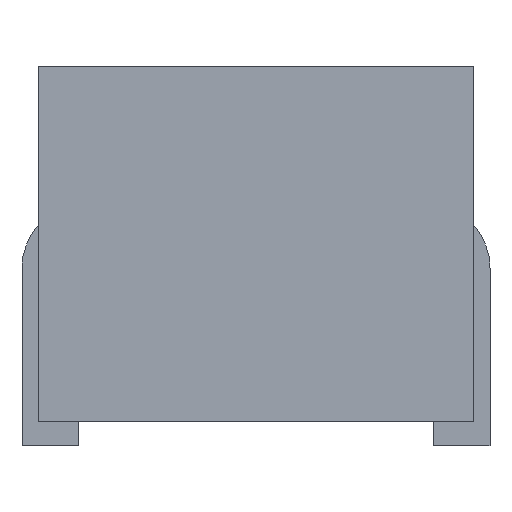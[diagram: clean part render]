
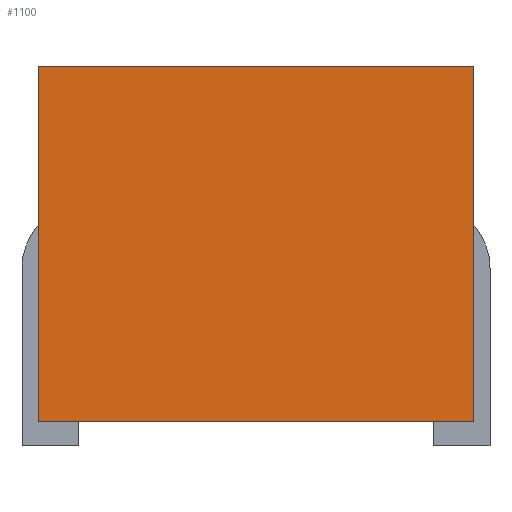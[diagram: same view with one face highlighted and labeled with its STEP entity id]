
A CAD part, front view. The second image highlights one B-rep face of the part: STEP entity #1100.
In plain terms, the highlighted planar face has unit normal (0, -1, 0).
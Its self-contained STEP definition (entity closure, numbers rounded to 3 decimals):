
#114=LINE('',#1764,#230);
#136=LINE('',#1816,#252);
#137=LINE('',#1818,#253);
#138=LINE('',#1819,#254);
#230=VECTOR('',#1429,10.);
#252=VECTOR('',#1477,10.);
#253=VECTOR('',#1478,10.);
#254=VECTOR('',#1479,10.);
#324=FACE_OUTER_BOUND('',#389,.T.);
#389=EDGE_LOOP('',(#950,#951,#952,#953));
#511=VERTEX_POINT('',#1762);
#512=VERTEX_POINT('',#1763);
#529=VERTEX_POINT('',#1815);
#530=VERTEX_POINT('',#1817);
#649=EDGE_CURVE('',#511,#512,#114,.T.);
#675=EDGE_CURVE('',#529,#511,#136,.T.);
#676=EDGE_CURVE('',#529,#530,#137,.T.);
#677=EDGE_CURVE('',#530,#512,#138,.T.);
#950=ORIENTED_EDGE('',*,*,#675,.F.);
#951=ORIENTED_EDGE('',*,*,#676,.T.);
#952=ORIENTED_EDGE('',*,*,#677,.T.);
#953=ORIENTED_EDGE('',*,*,#649,.F.);
#1043=PLANE('',#1208);
#1100=ADVANCED_FACE('',(#324),#1043,.T.);
#1208=AXIS2_PLACEMENT_3D('',#1814,#1475,#1476);
#1429=DIRECTION('',(-1.,0.,0.));
#1475=DIRECTION('center_axis',(0.,-1.,0.));
#1476=DIRECTION('ref_axis',(0.,0.,-1.));
#1477=DIRECTION('',(0.,0.,-1.));
#1478=DIRECTION('',(-1.,0.,0.));
#1479=DIRECTION('',(0.,0.,-1.));
#1762=CARTESIAN_POINT('',(22.5,-20.,-16.));
#1763=CARTESIAN_POINT('',(-4.5,-20.,-16.));
#1764=CARTESIAN_POINT('',(22.5,-20.,-16.));
#1814=CARTESIAN_POINT('Origin',(9.,-20.,-4.924));
#1815=CARTESIAN_POINT('',(22.5,-20.,6.));
#1816=CARTESIAN_POINT('',(22.5,-20.,-15.848));
#1817=CARTESIAN_POINT('',(-4.5,-20.,6.));
#1818=CARTESIAN_POINT('',(-4.5,-20.,6.));
#1819=CARTESIAN_POINT('',(-4.5,-20.,-15.848));
